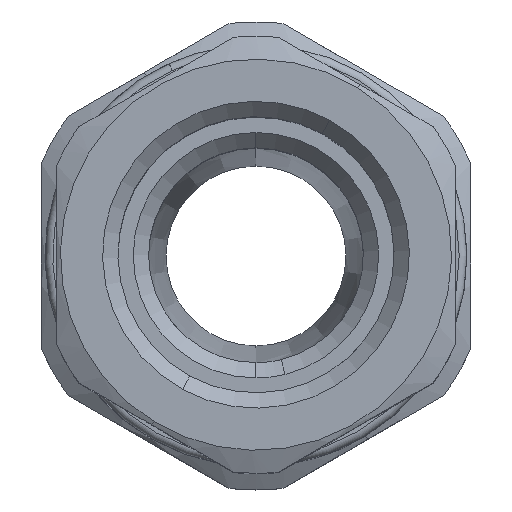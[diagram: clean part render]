
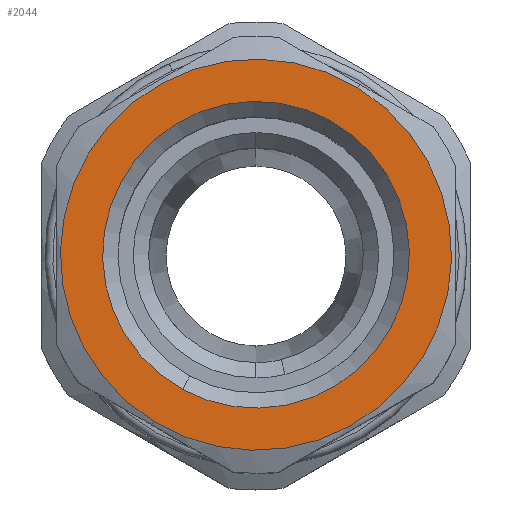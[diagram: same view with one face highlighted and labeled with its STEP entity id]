
A CAD part, top view. The second image highlights one B-rep face of the part: STEP entity #2044.
In plain terms, the highlighted planar face has unit normal (0, 0, 1).
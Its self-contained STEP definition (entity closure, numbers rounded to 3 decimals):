
#1907=AXIS2_PLACEMENT_3D('Circle Axis2P3D',#1905,#1906,$) ;
#1939=AXIS2_PLACEMENT_3D('Circle Axis2P3D',#1937,#1938,$) ;
#2020=AXIS2_PLACEMENT_3D('Plane Axis2P3D',#2017,#2018,#2019) ;
#2028=AXIS2_PLACEMENT_3D('Circle Axis2P3D',#2026,#2027,$) ;
#2037=AXIS2_PLACEMENT_3D('Circle Axis2P3D',#2035,#2036,$) ;
#1902=CARTESIAN_POINT('Vertex',(20.634,26.138,70.75)) ;
#1905=CARTESIAN_POINT('Axis2P3D Location',(14.,15.25,70.75)) ;
#1909=CARTESIAN_POINT('Vertex',(7.366,4.362,70.75)) ;
#1937=CARTESIAN_POINT('Axis2P3D Location',(14.,15.25,70.75)) ;
#2017=CARTESIAN_POINT('Axis2P3D Location',(14.,15.25,70.75)) ;
#2026=CARTESIAN_POINT('Axis2P3D Location',(14.,15.25,70.75)) ;
#2030=CARTESIAN_POINT('Vertex',(9.206,6.474,70.75)) ;
#2032=CARTESIAN_POINT('Vertex',(18.794,24.026,70.75)) ;
#2035=CARTESIAN_POINT('Axis2P3D Location',(14.,15.25,70.75)) ;
#1906=DIRECTION('Axis2P3D Direction',(0.,0.,-1.)) ;
#1938=DIRECTION('Axis2P3D Direction',(0.,0.,-1.)) ;
#2018=DIRECTION('Axis2P3D Direction',(0.,0.,-1.)) ;
#2019=DIRECTION('Axis2P3D XDirection',(0.,1.,0.)) ;
#2027=DIRECTION('Axis2P3D Direction',(0.,0.,-1.)) ;
#2036=DIRECTION('Axis2P3D Direction',(0.,0.,-1.)) ;
#2023=ORIENTED_EDGE('',*,*,#1941,.T.) ;
#2024=ORIENTED_EDGE('',*,*,#1911,.T.) ;
#2041=ORIENTED_EDGE('',*,*,#2034,.T.) ;
#2042=ORIENTED_EDGE('',*,*,#2039,.T.) ;
#2043=FACE_BOUND('',#2040,.T.) ;
#2044=ADVANCED_FACE('body',(#2025,#2043),#2021,.F.) ;
#1908=CIRCLE('generated circle',#1907,12.75) ;
#1940=CIRCLE('generated circle',#1939,12.75) ;
#2029=CIRCLE('generated circle',#2028,10.) ;
#2038=CIRCLE('generated circle',#2037,10.) ;
#1911=EDGE_CURVE('',#1910,#1903,#1908,.F.) ;
#1941=EDGE_CURVE('',#1903,#1910,#1940,.F.) ;
#2034=EDGE_CURVE('',#2031,#2033,#2029,.T.) ;
#2039=EDGE_CURVE('',#2033,#2031,#2038,.T.) ;
#2022=EDGE_LOOP('',(#2023,#2024)) ;
#2040=EDGE_LOOP('',(#2041,#2042)) ;
#2025=FACE_OUTER_BOUND('',#2022,.T.) ;
#2021=PLANE('',#2020) ;
#1903=VERTEX_POINT('',#1902) ;
#1910=VERTEX_POINT('',#1909) ;
#2031=VERTEX_POINT('',#2030) ;
#2033=VERTEX_POINT('',#2032) ;
